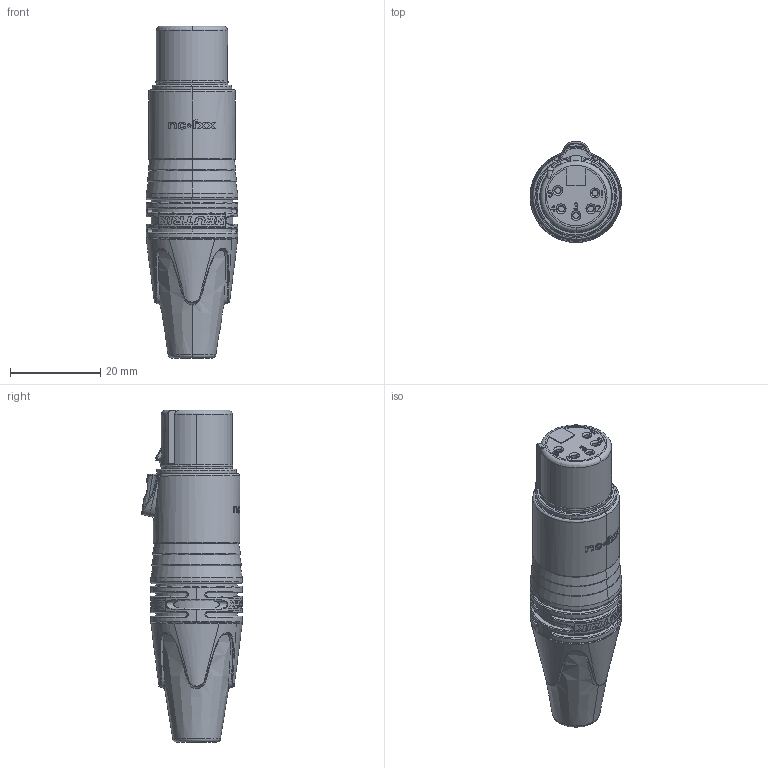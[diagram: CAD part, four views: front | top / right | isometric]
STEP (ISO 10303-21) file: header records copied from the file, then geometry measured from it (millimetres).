
FILE_DESCRIPTION((''),'2;1');
FILE_NAME('30009913','2022-08-24T11:58:35',('elias.feurle'),(''),'CREO PARAMETRIC BY PTC INC, 2021184','CREO PARAMETRIC BY PTC INC, 2021184','');
FILE_SCHEMA(('AUTOMOTIVE_DESIGN { 1 0 10303 214 1 1 1 1 }'));
Products named in the file (1): 30009913
Bounding box: 20.33 x 22.36 x 73.5 mm (x, y, z)
Volume: 17471.5 mm3; surface area: 5071.5 mm2
Topology: 1 solids, 3 shells, 824 faces, 2151 edges, 1387 vertices
Faces by surface type: plane 365, bspline 166, extrusion 110, cylinder 105, torus 45, cone 28, sphere 3, revolution 2
Entity records: 39576 total; most frequent: CARTESIAN_POINT 20740, ORIENTED_EDGE 4300, DIRECTION 3093, EDGE_CURVE 2150, VERTEX_POINT 1387, AXIS2_PLACEMENT_3D 1031, VECTOR 1029, LINE 919
